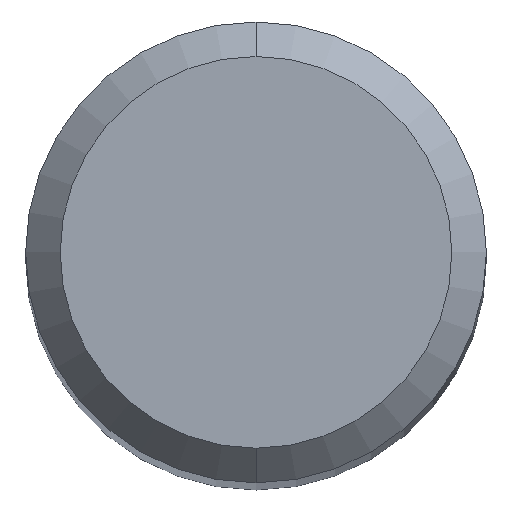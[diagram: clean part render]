
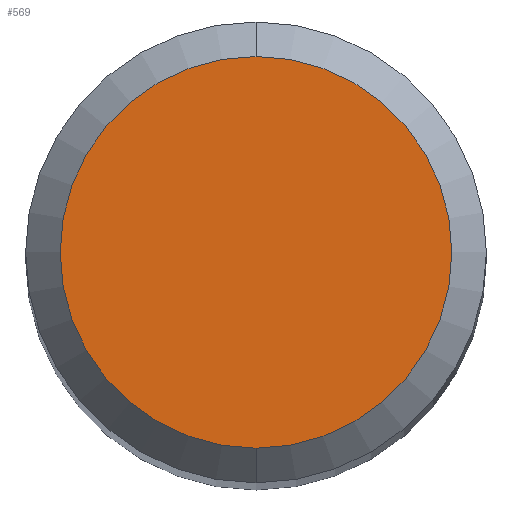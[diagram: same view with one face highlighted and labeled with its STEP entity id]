
A CAD part, top view. The second image highlights one B-rep face of the part: STEP entity #569.
In plain terms, the highlighted planar face has unit normal (0, 0, 1).
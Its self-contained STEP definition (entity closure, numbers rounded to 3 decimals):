
#367=VERTEX_POINT('',#1033);
#503=EDGE_CURVE('',#925,#367,#1180,.T.);
#569=ADVANCED_FACE('',(#1248),#1249,.T.);
#645=EDGE_CURVE('',#367,#925,#1333,.T.);
#925=VERTEX_POINT('',#1640);
#1033=CARTESIAN_POINT('',(0.,-1.7,0.0));
#1180=CIRCLE('',#2518,1.7);
#1248=FACE_OUTER_BOUND('',#2719,.T.);
#1249=PLANE('',#2720);
#1333=CIRCLE('',#3135,1.7);
#1640=CARTESIAN_POINT('',(0.0,1.7,0.0));
#2518=AXIS2_PLACEMENT_3D('',#4673,#4674,#4675);
#2719=EDGE_LOOP('',(#4710,#4711));
#2720=AXIS2_PLACEMENT_3D('',#4712,#4713,#4714);
#3135=AXIS2_PLACEMENT_3D('',#4799,#4800,#4801);
#4673=CARTESIAN_POINT('',(0.0,0.0,0.0));
#4674=DIRECTION('',(0.0,0.0,-1.0));
#4675=DIRECTION('',(0.0,1.0,0.0));
#4710=ORIENTED_EDGE('',*,*,#503,.F.);
#4711=ORIENTED_EDGE('',*,*,#645,.F.);
#4712=CARTESIAN_POINT('',(0.0,0.85,0.0));
#4713=DIRECTION('',(-0.0,0.0,1.0));
#4714=DIRECTION('',(0.0,-1.0,0.0));
#4799=CARTESIAN_POINT('',(0.0,0.0,0.0));
#4800=DIRECTION('',(0.0,0.0,-1.0));
#4801=DIRECTION('',(0.0,1.0,0.0));
